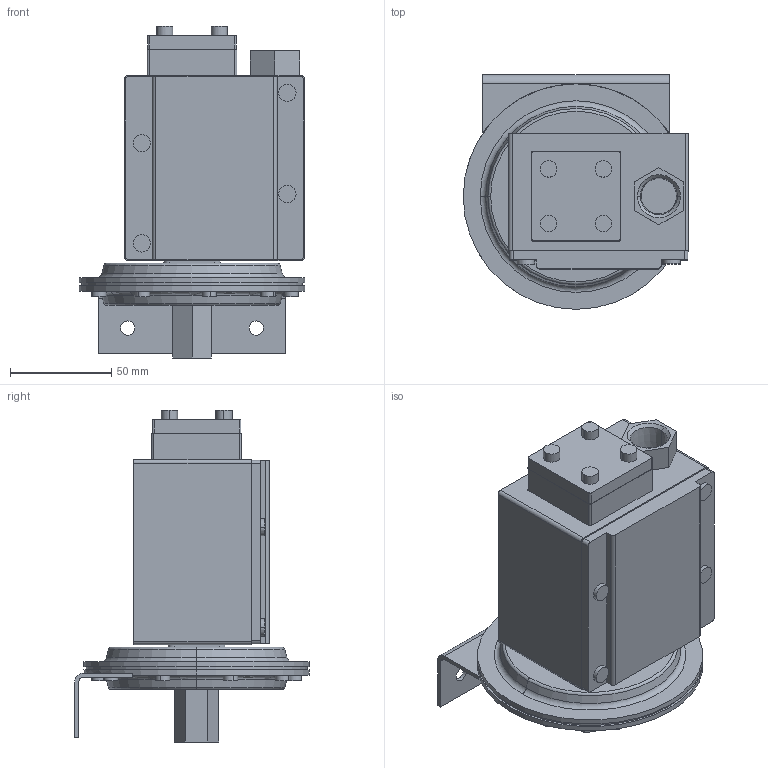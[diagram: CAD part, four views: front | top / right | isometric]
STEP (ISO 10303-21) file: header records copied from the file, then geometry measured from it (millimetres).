
FILE_DESCRIPTION(('STEP AP242'),'1');
FILE_NAME('9016gaw1.stp','2021-07-06T18:34:59',('TraceParts'),('TraceParts S.A.'),'Spatial InterOp 3D',' ',' ');
FILE_SCHEMA(('AP242_MANAGED_MODEL_BASED_3D_ENGINEERING_MIM_LF {1 0 10303 442 1 1 4}'));
Length unit declared in the file: millimetre
Products named in the file (1): 9016gaw1
Bounding box: 111.25 x 115.82 x 163.83 mm (x, y, z)
Volume: 731741.7 mm3; surface area: 83263.8 mm2
Topology: 1 solids, 1 shells, 184 faces, 452 edges, 297 vertices
Faces by surface type: cylinder 83, plane 81, cone 12, torus 8
Entity records: 7156 total; most frequent: CARTESIAN_POINT 1112, DIRECTION 1018, ORIENTED_EDGE 904, EDGE_CURVE 452, AXIS2_PLACEMENT_3D 399, VERTEX_POINT 297, LINE 220, VECTOR 220
